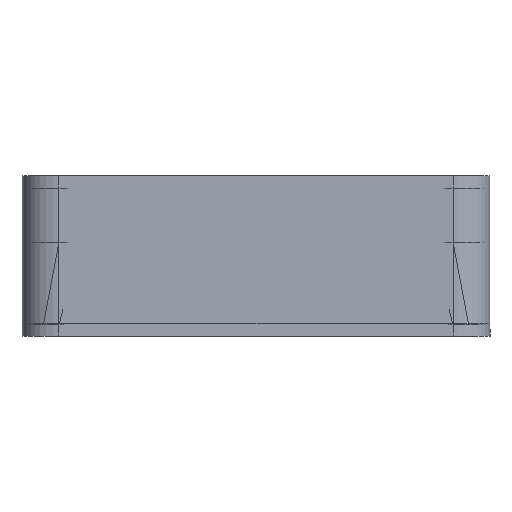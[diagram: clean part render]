
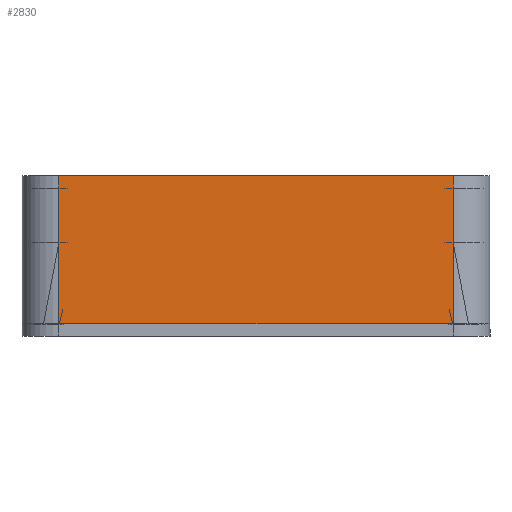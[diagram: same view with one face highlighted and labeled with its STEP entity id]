
A CAD part, left-side view. The second image highlights one B-rep face of the part: STEP entity #2830.
In plain terms, the highlighted planar face has unit normal (-1, 0, 0).
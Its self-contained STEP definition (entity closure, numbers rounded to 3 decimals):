
#2065 = VERTEX_POINT('',#2066);
#2066 = CARTESIAN_POINT('',(-120.02,48.,2.1));
#2114 = VERTEX_POINT('',#2115);
#2115 = CARTESIAN_POINT('',(-120.02,-48.,2.1));
#2121 = EDGE_CURVE('',#2114,#2065,#2122,.T.);
#2122 = LINE('',#2123,#2124);
#2123 = CARTESIAN_POINT('',(-120.02,-48.,2.1));
#2124 = VECTOR('',#2125,1.);
#2125 = DIRECTION('',(0.,1.,0.));
#2786 = VERTEX_POINT('',#2787);
#2787 = CARTESIAN_POINT('',(-120.02,48.,38.1));
#2794 = EDGE_CURVE('',#2065,#2786,#2795,.T.);
#2795 = LINE('',#2796,#2797);
#2796 = CARTESIAN_POINT('',(-120.02,48.,2.1));
#2797 = VECTOR('',#2798,1.);
#2798 = DIRECTION('',(0.,0.,1.));
#2830 = ADVANCED_FACE('',(#2831),#2849,.T.);
#2831 = FACE_BOUND('',#2832,.T.);
#2832 = EDGE_LOOP('',(#2833,#2841,#2847,#2848));
#2833 = ORIENTED_EDGE('',*,*,#2834,.T.);
#2834 = EDGE_CURVE('',#2114,#2835,#2837,.T.);
#2835 = VERTEX_POINT('',#2836);
#2836 = CARTESIAN_POINT('',(-120.02,-48.,38.1));
#2837 = LINE('',#2838,#2839);
#2838 = CARTESIAN_POINT('',(-120.02,-48.,2.1));
#2839 = VECTOR('',#2840,1.);
#2840 = DIRECTION('',(0.,0.,1.));
#2841 = ORIENTED_EDGE('',*,*,#2842,.T.);
#2842 = EDGE_CURVE('',#2835,#2786,#2843,.T.);
#2843 = LINE('',#2844,#2845);
#2844 = CARTESIAN_POINT('',(-120.02,-48.,38.1));
#2845 = VECTOR('',#2846,1.);
#2846 = DIRECTION('',(0.,1.,0.));
#2847 = ORIENTED_EDGE('',*,*,#2794,.F.);
#2848 = ORIENTED_EDGE('',*,*,#2121,.F.);
#2849 = PLANE('',#2850);
#2850 = AXIS2_PLACEMENT_3D('',#2851,#2852,#2853);
#2851 = CARTESIAN_POINT('',(-120.02,-48.,2.1));
#2852 = DIRECTION('',(-1.,0.,0.));
#2853 = DIRECTION('',(0.,1.,0.));
